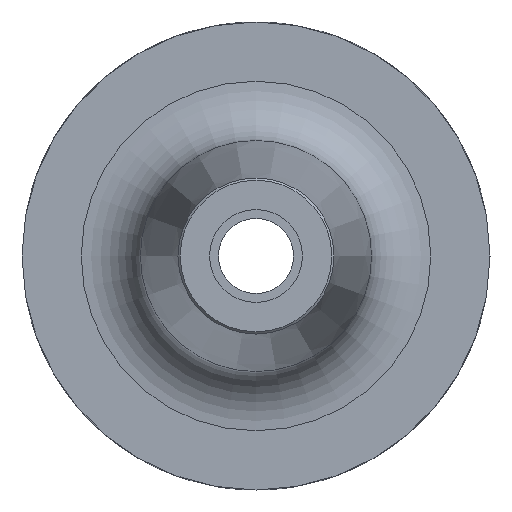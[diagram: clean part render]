
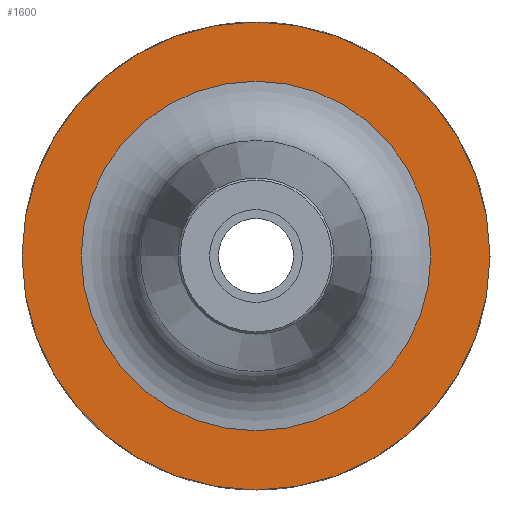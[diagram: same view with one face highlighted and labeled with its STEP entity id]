
A CAD part, left-side view. The second image highlights one B-rep face of the part: STEP entity #1600.
In plain terms, the highlighted planar face has unit normal (-1, 0, 0).
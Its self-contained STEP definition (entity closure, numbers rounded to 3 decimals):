
#53=FACE_BOUND('',#375,.T.);
#90=PLANE('',#1799);
#278=FACE_OUTER_BOUND('',#374,.T.);
#374=EDGE_LOOP('',(#1432,#1433));
#375=EDGE_LOOP('',(#1434,#1435));
#601=CIRCLE('',#1797,23.524);
#602=CIRCLE('',#1798,23.524);
#603=CIRCLE('',#1800,31.5);
#604=CIRCLE('',#1801,31.5);
#768=VERTEX_POINT('',#3976);
#769=VERTEX_POINT('',#3978);
#770=VERTEX_POINT('',#3982);
#771=VERTEX_POINT('',#3983);
#1009=EDGE_CURVE('',#769,#768,#601,.T.);
#1010=EDGE_CURVE('',#768,#769,#602,.T.);
#1011=EDGE_CURVE('',#770,#771,#603,.T.);
#1012=EDGE_CURVE('',#771,#770,#604,.T.);
#1432=ORIENTED_EDGE('',*,*,#1011,.F.);
#1433=ORIENTED_EDGE('',*,*,#1012,.F.);
#1434=ORIENTED_EDGE('',*,*,#1009,.T.);
#1435=ORIENTED_EDGE('',*,*,#1010,.T.);
#1600=ADVANCED_FACE('',(#278,#53),#90,.T.);
#1797=AXIS2_PLACEMENT_3D('',#3979,#2215,#2216);
#1798=AXIS2_PLACEMENT_3D('',#3980,#2217,#2218);
#1799=AXIS2_PLACEMENT_3D('',#3981,#2219,#2220);
#1800=AXIS2_PLACEMENT_3D('',#3984,#2221,#2222);
#1801=AXIS2_PLACEMENT_3D('',#3985,#2223,#2224);
#2215=DIRECTION('center_axis',(1.,0.,0.));
#2216=DIRECTION('ref_axis',(0.,1.,0.));
#2217=DIRECTION('center_axis',(1.,0.,0.));
#2218=DIRECTION('ref_axis',(0.,1.,0.));
#2219=DIRECTION('center_axis',(-1.,0.,0.));
#2220=DIRECTION('ref_axis',(0.,0.,1.));
#2221=DIRECTION('center_axis',(1.,0.,0.));
#2222=DIRECTION('ref_axis',(0.,1.,0.));
#2223=DIRECTION('center_axis',(1.,0.,0.));
#2224=DIRECTION('ref_axis',(0.,1.,0.));
#3976=CARTESIAN_POINT('',(-22.,0.,23.524));
#3978=CARTESIAN_POINT('',(-22.,23.524,0.));
#3979=CARTESIAN_POINT('Origin',(-22.,0.,0.));
#3980=CARTESIAN_POINT('Origin',(-22.,0.,0.));
#3981=CARTESIAN_POINT('Origin',(-22.,27.512,0.));
#3982=CARTESIAN_POINT('',(-22.,31.5,0.));
#3983=CARTESIAN_POINT('',(-22.,-31.5,0.));
#3984=CARTESIAN_POINT('Origin',(-22.,0.,0.));
#3985=CARTESIAN_POINT('Origin',(-22.,0.,0.));
